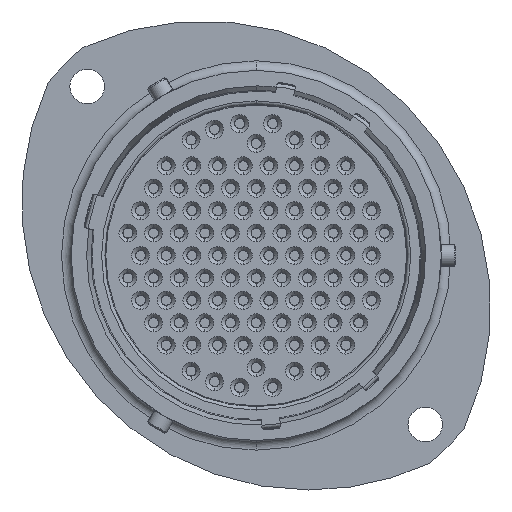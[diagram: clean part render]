
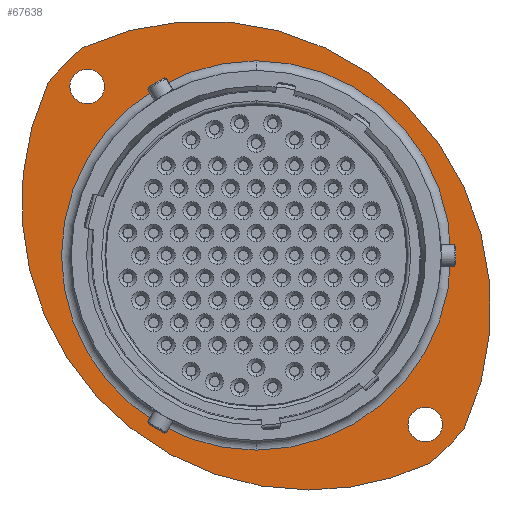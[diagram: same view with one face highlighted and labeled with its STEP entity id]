
A CAD part, left-side view. The second image highlights one B-rep face of the part: STEP entity #67638.
In plain terms, the highlighted planar face has unit normal (-1, 0, 0).
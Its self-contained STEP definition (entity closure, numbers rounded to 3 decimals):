
#288 = DIRECTION ( 'NONE',  ( 0., 0., -1. ) ) ;
#3758 = EDGE_CURVE ( 'NONE', #53810, #20577, #69968, .T. ) ;
#4530 = CARTESIAN_POINT ( 'NONE',  ( 78.89, 7.169, -72.671 ) ) ;
#4841 = VERTEX_POINT ( 'NONE', #5737 ) ;
#4847 = DIRECTION ( 'NONE',  ( 0., 0., -1. ) ) ;
#5518 = AXIS2_PLACEMENT_3D ( 'NONE', #15274, #65420, #56612 ) ;
#5737 = CARTESIAN_POINT ( 'NONE',  ( 78.89, 31.672, -34.33 ) ) ;
#6168 = CIRCLE ( 'NONE', #16543, 27. ) ;
#8097 = AXIS2_PLACEMENT_3D ( 'NONE', #22070, #64372, #20670 ) ;
#8114 = CARTESIAN_POINT ( 'NONE',  ( 78.89, 7.169, -45.671 ) ) ;
#9127 = EDGE_CURVE ( 'NONE', #15583, #4841, #81787, .T. ) ;
#9650 = EDGE_CURVE ( 'NONE', #4841, #16218, #61449, .T. ) ;
#10382 = VERTEX_POINT ( 'NONE', #44043 ) ;
#10495 = AXIS2_PLACEMENT_3D ( 'NONE', #8114, #23802, #23368 ) ;
#11372 = AXIS2_PLACEMENT_3D ( 'NONE', #14812, #73328, #86843 ) ;
#12012 = CIRCLE ( 'NONE', #53603, 1.625 ) ;
#13487 = DIRECTION ( 'NONE',  ( 0., 0., 1. ) ) ;
#14812 = CARTESIAN_POINT ( 'NONE',  ( 78.89, 12.119, -50.621 ) ) ;
#15083 = VERTEX_POINT ( 'NONE', #72463 ) ;
#15274 = CARTESIAN_POINT ( 'NONE',  ( 78.89, 12.119, -50.621 ) ) ;
#15583 = VERTEX_POINT ( 'NONE', #23322 ) ;
#16218 = VERTEX_POINT ( 'NONE', #4530 ) ;
#16543 = AXIS2_PLACEMENT_3D ( 'NONE', #40558, #26571, #4847 ) ;
#17874 = DIRECTION ( 'NONE',  ( 1., 0., 0. ) ) ;
#20577 = VERTEX_POINT ( 'NONE', #55321 ) ;
#20664 = DIRECTION ( 'NONE',  ( -1., 0., 0. ) ) ;
#20670 = DIRECTION ( 'NONE',  ( 0., 0., -1. ) ) ;
#20752 = CARTESIAN_POINT ( 'NONE',  ( 78.89, -3.774, -66.513 ) ) ;
#21056 = ORIENTED_EDGE ( 'NONE', *, *, #33957, .T. ) ;
#22070 = CARTESIAN_POINT ( 'NONE',  ( 78.89, 7.169, -45.671 ) ) ;
#22533 = AXIS2_PLACEMENT_3D ( 'NONE', #32771, #45895, #73732 ) ;
#23322 = CARTESIAN_POINT ( 'NONE',  ( 78.89, 28.409, -31.068 ) ) ;
#23368 = DIRECTION ( 'NONE',  ( 0., 0., -1. ) ) ;
#23472 = VERTEX_POINT ( 'NONE', #76298 ) ;
#23799 = AXIS2_PLACEMENT_3D ( 'NONE', #20752, #43994, #72314 ) ;
#23802 = DIRECTION ( 'NONE',  ( -1., 0., 0. ) ) ;
#26571 = DIRECTION ( 'NONE',  ( -1., 0., 0. ) ) ;
#28570 = ORIENTED_EDGE ( 'NONE', *, *, #3758, .T. ) ;
#28607 = DIRECTION ( 'NONE',  ( 0., 0., -1. ) ) ;
#29079 = EDGE_LOOP ( 'NONE', ( #31457, #59120 ) ) ;
#29083 = DIRECTION ( 'NONE',  ( -1., 0., 0. ) ) ;
#30518 = EDGE_CURVE ( 'NONE', #16218, #72013, #90601, .T. ) ;
#30593 = CIRCLE ( 'NONE', #11372, 18.305 ) ;
#30599 = EDGE_LOOP ( 'NONE', ( #21056, #28570 ) ) ;
#31457 = ORIENTED_EDGE ( 'NONE', *, *, #60024, .F. ) ;
#31861 = ORIENTED_EDGE ( 'NONE', *, *, #30518, .T. ) ;
#32771 = CARTESIAN_POINT ( 'NONE',  ( 78.89, 12.119, -50.621 ) ) ;
#33957 = EDGE_CURVE ( 'NONE', #20577, #53810, #30593, .T. ) ;
#34791 = EDGE_LOOP ( 'NONE', ( #79211, #82938 ) ) ;
#35054 = CARTESIAN_POINT ( 'NONE',  ( 78.89, 28.011, -34.729 ) ) ;
#36197 = EDGE_CURVE ( 'NONE', #10382, #23472, #12012, .T. ) ;
#37749 = CARTESIAN_POINT ( 'NONE',  ( 78.89, -4.172, -70.174 ) ) ;
#40558 = CARTESIAN_POINT ( 'NONE',  ( 78.89, 17.068, -55.571 ) ) ;
#40994 = FACE_BOUND ( 'NONE', #34791, .T. ) ;
#41180 = ORIENTED_EDGE ( 'NONE', *, *, #9650, .T. ) ;
#42374 = CARTESIAN_POINT ( 'NONE',  ( 78.89, 29.524, -50.621 ) ) ;
#43994 = DIRECTION ( 'NONE',  ( -1., 0., 0. ) ) ;
#44043 = CARTESIAN_POINT ( 'NONE',  ( 78.89, 28.011, -33.104 ) ) ;
#45492 = EDGE_CURVE ( 'NONE', #88952, #15083, #60894, .T. ) ;
#45781 = AXIS2_PLACEMENT_3D ( 'NONE', #56543, #29083, #28607 ) ;
#45895 = DIRECTION ( 'NONE',  ( 1., 0., 0. ) ) ;
#46273 = DIRECTION ( 'NONE',  ( 0., 0., -1. ) ) ;
#50016 = DIRECTION ( 'NONE',  ( -1., 0., 0. ) ) ;
#53603 = AXIS2_PLACEMENT_3D ( 'NONE', #64338, #50016, #288 ) ;
#53810 = VERTEX_POINT ( 'NONE', #86667 ) ;
#54460 = EDGE_CURVE ( 'NONE', #72013, #70333, #75156, .T. ) ;
#55321 = CARTESIAN_POINT ( 'NONE',  ( 78.89, 12.119, -68.926 ) ) ;
#55415 = FACE_BOUND ( 'NONE', #29079, .T. ) ;
#55880 = FACE_OUTER_BOUND ( 'NONE', #91568, .T. ) ;
#55990 = CIRCLE ( 'NONE', #79712, 1.625 ) ;
#56543 = CARTESIAN_POINT ( 'NONE',  ( 78.89, -3.774, -66.513 ) ) ;
#56612 = DIRECTION ( 'NONE',  ( 0., 0., 1. ) ) ;
#58922 = EDGE_CURVE ( 'NONE', #15083, #88952, #90322, .T. ) ;
#59120 = ORIENTED_EDGE ( 'NONE', *, *, #36197, .F. ) ;
#60024 = EDGE_CURVE ( 'NONE', #23472, #10382, #55990, .T. ) ;
#60887 = ORIENTED_EDGE ( 'NONE', *, *, #91520, .T. ) ;
#60894 = CIRCLE ( 'NONE', #23799, 1.625 ) ;
#61449 = CIRCLE ( 'NONE', #8097, 27. ) ;
#63240 = CARTESIAN_POINT ( 'NONE',  ( 78.89, 12.119, -50.621 ) ) ;
#64338 = CARTESIAN_POINT ( 'NONE',  ( 78.89, 28.011, -34.729 ) ) ;
#64372 = DIRECTION ( 'NONE',  ( -1., 0., 0. ) ) ;
#65420 = DIRECTION ( 'NONE',  ( -1., 0., 0. ) ) ;
#65506 = CARTESIAN_POINT ( 'NONE',  ( 78.89, -7.435, -66.911 ) ) ;
#67638 = ADVANCED_FACE ( 'NONE', ( #77646, #40994, #55415, #55880 ), #77179, .F. ) ;
#68354 = ORIENTED_EDGE ( 'NONE', *, *, #54460, .T. ) ;
#69968 = CIRCLE ( 'NONE', #22533, 18.305 ) ;
#70333 = VERTEX_POINT ( 'NONE', #65506 ) ;
#71332 = AXIS2_PLACEMENT_3D ( 'NONE', #63240, #76209, #13487 ) ;
#72013 = VERTEX_POINT ( 'NONE', #37749 ) ;
#72314 = DIRECTION ( 'NONE',  ( 0., 0., -1. ) ) ;
#72463 = CARTESIAN_POINT ( 'NONE',  ( 78.89, -3.774, -68.138 ) ) ;
#73328 = DIRECTION ( 'NONE',  ( 1., 0., 0. ) ) ;
#73732 = DIRECTION ( 'NONE',  ( 0., 0., -1. ) ) ;
#75156 = CIRCLE ( 'NONE', #5518, 25.45 ) ;
#75593 = AXIS2_PLACEMENT_3D ( 'NONE', #42374, #17874, #46273 ) ;
#76209 = DIRECTION ( 'NONE',  ( -1., 0., 0. ) ) ;
#76298 = CARTESIAN_POINT ( 'NONE',  ( 78.89, 28.011, -36.354 ) ) ;
#77179 = PLANE ( 'NONE',  #75593 ) ;
#77330 = DIRECTION ( 'NONE',  ( 0., 0., -1. ) ) ;
#77646 = FACE_BOUND ( 'NONE', #30599, .T. ) ;
#77672 = CARTESIAN_POINT ( 'NONE',  ( 78.89, -3.774, -64.888 ) ) ;
#79211 = ORIENTED_EDGE ( 'NONE', *, *, #58922, .F. ) ;
#79712 = AXIS2_PLACEMENT_3D ( 'NONE', #35054, #20664, #77330 ) ;
#81787 = CIRCLE ( 'NONE', #71332, 25.45 ) ;
#82938 = ORIENTED_EDGE ( 'NONE', *, *, #45492, .F. ) ;
#83034 = ORIENTED_EDGE ( 'NONE', *, *, #9127, .T. ) ;
#86667 = CARTESIAN_POINT ( 'NONE',  ( 78.89, 12.119, -32.316 ) ) ;
#86843 = DIRECTION ( 'NONE',  ( 0., 0., -1. ) ) ;
#88952 = VERTEX_POINT ( 'NONE', #77672 ) ;
#90322 = CIRCLE ( 'NONE', #45781, 1.625 ) ;
#90601 = CIRCLE ( 'NONE', #10495, 27. ) ;
#91520 = EDGE_CURVE ( 'NONE', #70333, #15583, #6168, .T. ) ;
#91568 = EDGE_LOOP ( 'NONE', ( #41180, #31861, #68354, #60887, #83034 ) ) ;
